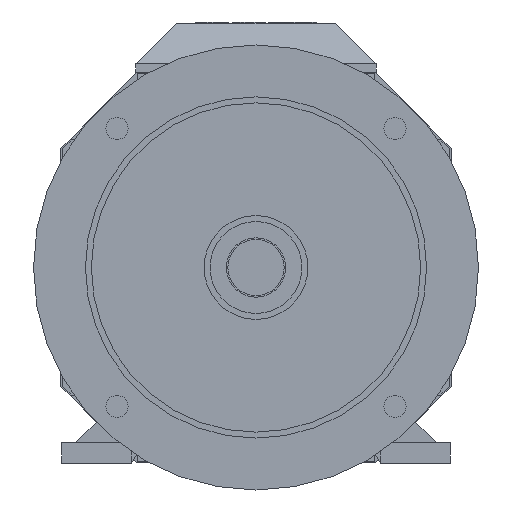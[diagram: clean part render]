
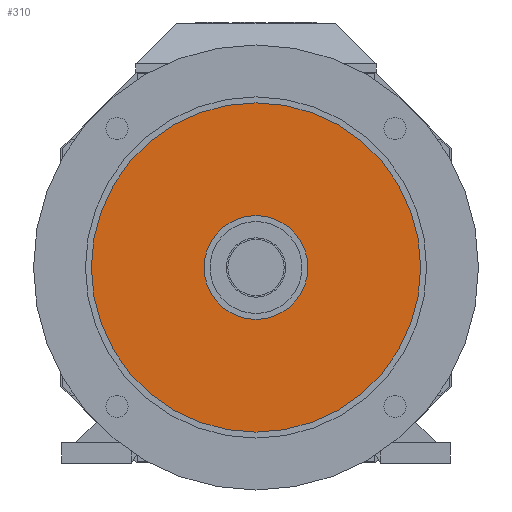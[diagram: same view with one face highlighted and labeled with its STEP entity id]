
A CAD part, front view. The second image highlights one B-rep face of the part: STEP entity #310.
In plain terms, the highlighted planar face has unit normal (0, -1, 0).
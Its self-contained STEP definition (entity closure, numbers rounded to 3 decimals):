
#66=PLANE('',#3941);
#221=FACE_BOUND('',#756,.T.);
#222=FACE_BOUND('',#757,.T.);
#310=ADVANCED_FACE('',(#221,#222),#66,.T.);
#756=EDGE_LOOP('',(#1208,#1209));
#757=EDGE_LOOP('',(#1210,#1211));
#1001=CIRCLE('',#3886,111.);
#1007=CIRCLE('',#3895,35.);
#1032=CIRCLE('',#3932,35.);
#1037=CIRCLE('',#3940,111.);
#1208=ORIENTED_EDGE('',*,*,#2530,.F.);
#1209=ORIENTED_EDGE('',*,*,#2607,.F.);
#1210=ORIENTED_EDGE('',*,*,#2542,.F.);
#1211=ORIENTED_EDGE('',*,*,#2602,.F.);
#2177=VERTEX_POINT('',#5240);
#2179=VERTEX_POINT('',#5243);
#2189=VERTEX_POINT('',#5267);
#2191=VERTEX_POINT('',#5270);
#2530=EDGE_CURVE('',#2177,#2179,#1001,.T.);
#2542=EDGE_CURVE('',#2189,#2191,#1007,.T.);
#2602=EDGE_CURVE('',#2191,#2189,#1032,.T.);
#2607=EDGE_CURVE('',#2179,#2177,#1037,.T.);
#3886=AXIS2_PLACEMENT_3D('',#5242,#4225,#4226);
#3895=AXIS2_PLACEMENT_3D('',#5269,#4249,#4250);
#3932=AXIS2_PLACEMENT_3D('',#5389,#4358,#4359);
#3940=AXIS2_PLACEMENT_3D('',#5398,#4374,#4375);
#3941=AXIS2_PLACEMENT_3D('',#5399,#4376,#4377);
#4225=DIRECTION('',(0.,1.,0.));
#4226=DIRECTION('',(0.,0.,1.));
#4249=DIRECTION('',(0.,-1.,0.));
#4250=DIRECTION('',(0.,0.,1.));
#4358=DIRECTION('',(0.,-1.,0.));
#4359=DIRECTION('',(0.,0.,1.));
#4374=DIRECTION('',(0.,1.,0.));
#4375=DIRECTION('',(0.,0.,1.));
#4376=DIRECTION('',(0.,-1.,0.));
#4377=DIRECTION('',(0.,0.,1.));
#5240=CARTESIAN_POINT('',(0.,-275.5,111.));
#5242=CARTESIAN_POINT('',(0.,-275.5,0.));
#5243=CARTESIAN_POINT('',(0.,-275.5,-111.));
#5267=CARTESIAN_POINT('',(0.,-275.5,35.));
#5269=CARTESIAN_POINT('',(0.,-275.5,0.));
#5270=CARTESIAN_POINT('',(0.,-275.5,-35.));
#5389=CARTESIAN_POINT('',(0.,-275.5,0.));
#5398=CARTESIAN_POINT('',(0.,-275.5,0.));
#5399=CARTESIAN_POINT('',(0.,-275.5,73.));
